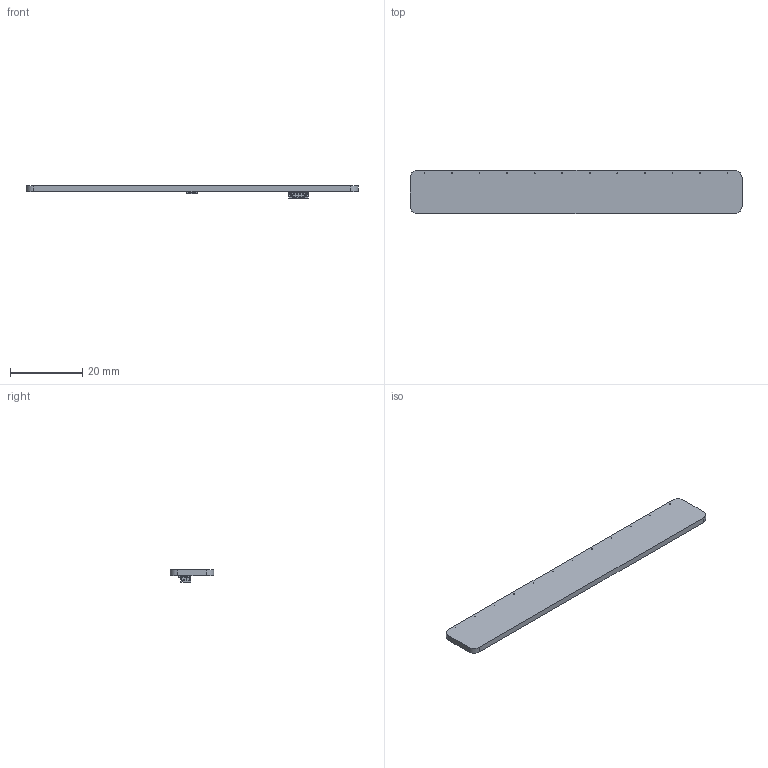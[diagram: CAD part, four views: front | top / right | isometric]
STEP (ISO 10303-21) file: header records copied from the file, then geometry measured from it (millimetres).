
FILE_DESCRIPTION(('KiCad electronic assembly'),'2;1');
FILE_NAME('cap64pcb.step','2022-06-23T01:49:44',('Pcbnew'),('Kicad'), 'Open CASCADE STEP processor 7.6','KiCad to STEP converter','Unknown' );
FILE_SCHEMA(('AUTOMOTIVE_DESIGN { 1 0 10303 214 1 1 1 1 }'));
Length unit declared in the file: millimetre
Products named in the file (6): cap64pcb 1; UQFN-20-1EP_3x3mm_P0.4mm_EP1.85x1.85mm; SOLID; sm04b-surs-tf; COMPOUND; cap64pcb PCB
Assembly tree (5 placements, depth 3):
  cap64pcb 1
    UQFN-20-1EP_3x3mm_P0.4mm_EP1.85x1.85mm
      SOLID
    sm04b-surs-tf
      COMPOUND
    cap64pcb PCB
Bounding box: 91.6 x 12 x 3.42 mm (x, y, z)
Volume: 1772.6 mm3; surface area: 2657.2 mm2
Topology: 9 solids, 9 shells, 346 faces, 967 edges, 638 vertices
Faces by surface type: bspline 324, cylinder 16, plane 6
Full cylindrical faces by diameter (mm): 0.2 x12
Entity records: 22573 total; most frequent: CARTESIAN_POINT 8542, B_SPLINE_CURVE_WITH_KNOTS 2581, ORIENTED_EDGE 1934, PCURVE 1934, DEFINITIONAL_REPRESENTATION 1934, EDGE_CURVE 967, SURFACE_CURVE 954, VERTEX_POINT 638
